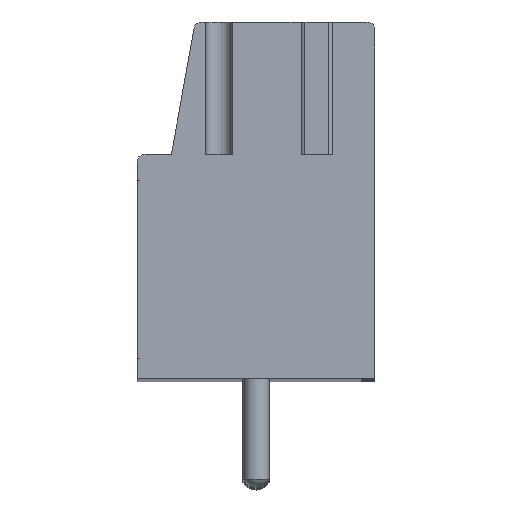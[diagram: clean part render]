
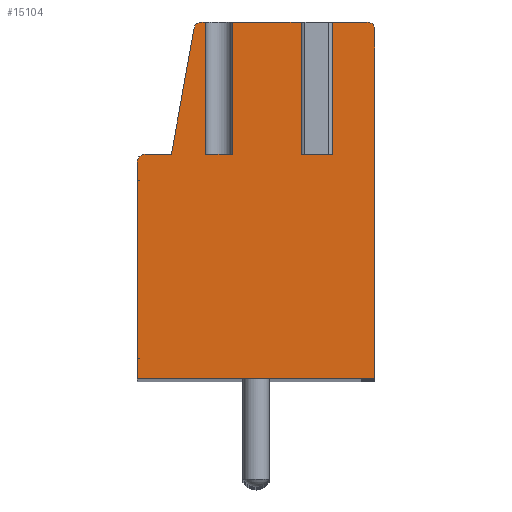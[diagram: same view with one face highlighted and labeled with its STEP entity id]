
A CAD part, top view. The second image highlights one B-rep face of the part: STEP entity #15104.
In plain terms, the highlighted planar face has unit normal (0, 0, 1).
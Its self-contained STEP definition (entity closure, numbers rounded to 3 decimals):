
#52=DIRECTION('',(1.,0.,0.));
#53=VECTOR('',#52,1.);
#54=CARTESIAN_POINT('',(-1.9,3.36,62.5));
#55=LINE('',#54,#53);
#56=DIRECTION('',(0.,1.,0.));
#57=VECTOR('',#56,5.);
#58=CARTESIAN_POINT('',(-0.9,3.36,62.5));
#59=LINE('',#58,#57);
#60=DIRECTION('',(-1.,0.,0.));
#61=VECTOR('',#60,2.8);
#62=CARTESIAN_POINT('',(1.9,8.36,62.5));
#63=LINE('',#62,#61);
#64=DIRECTION('',(0.,1.,0.));
#65=VECTOR('',#64,5.);
#66=CARTESIAN_POINT('',(1.9,3.36,62.5));
#67=LINE('',#66,#65);
#68=DIRECTION('',(1.,0.,0.));
#69=VECTOR('',#68,0.8);
#70=CARTESIAN_POINT('',(1.9,3.36,62.5));
#71=LINE('',#70,#69);
#72=DIRECTION('',(0.,1.,0.));
#73=VECTOR('',#72,5.);
#74=CARTESIAN_POINT('',(2.7,3.36,62.5));
#75=LINE('',#74,#73);
#76=DIRECTION('',(-1.,0.,0.));
#77=VECTOR('',#76,1.5);
#78=CARTESIAN_POINT('',(4.2,8.36,62.5));
#79=LINE('',#78,#77);
#80=CARTESIAN_POINT('',(4.2,8.06,62.5));
#81=DIRECTION('',(0.,0.,1.));
#82=DIRECTION('',(1.,0.,0.));
#83=AXIS2_PLACEMENT_3D('',#80,#81,#82);
#85=DIRECTION('',(0.,1.,0.));
#86=VECTOR('',#85,13.2);
#87=CARTESIAN_POINT('',(4.5,-5.14,62.5));
#88=LINE('',#87,#86);
#89=DIRECTION('',(1.,0.,0.));
#90=VECTOR('',#89,9.);
#91=CARTESIAN_POINT('',(-4.5,-5.14,62.5));
#92=LINE('',#91,#90);
#93=DIRECTION('',(0.,-1.,0.));
#94=VECTOR('',#93,8.2);
#95=CARTESIAN_POINT('',(-4.5,3.06,62.5));
#96=LINE('',#95,#94);
#97=CARTESIAN_POINT('',(-4.2,3.06,62.5));
#98=DIRECTION('',(0.,0.,1.));
#99=DIRECTION('',(0.,1.,0.));
#100=AXIS2_PLACEMENT_3D('',#97,#98,#99);
#102=DIRECTION('',(-1.,0.,0.));
#103=VECTOR('',#102,1.);
#104=CARTESIAN_POINT('',(-3.2,3.36,62.5));
#105=LINE('',#104,#103);
#106=DIRECTION('',(-0.177,-0.984,0.));
#107=VECTOR('',#106,4.829);
#108=CARTESIAN_POINT('',(-2.345,8.113,62.5));
#109=LINE('',#108,#107);
#110=CARTESIAN_POINT('',(-2.05,8.06,62.5));
#111=DIRECTION('',(0.,0.,1.));
#112=DIRECTION('',(0.,1.,0.));
#113=AXIS2_PLACEMENT_3D('',#110,#111,#112);
#115=DIRECTION('',(-1.,0.,0.));
#116=VECTOR('',#115,0.15);
#117=CARTESIAN_POINT('',(-1.9,8.36,62.5));
#118=LINE('',#117,#116);
#119=DIRECTION('',(0.,1.,0.));
#120=VECTOR('',#119,5.);
#121=CARTESIAN_POINT('',(-1.9,3.36,62.5));
#122=LINE('',#121,#120);
#11708=CARTESIAN_POINT('',(4.5,-5.14,62.5));
#11709=CARTESIAN_POINT('',(4.5,8.06,62.5));
#11710=VERTEX_POINT('',#11708);
#11711=VERTEX_POINT('',#11709);
#11712=CARTESIAN_POINT('',(4.2,8.36,62.5));
#11713=VERTEX_POINT('',#11712);
#11714=CARTESIAN_POINT('',(-2.05,8.36,62.5));
#11715=CARTESIAN_POINT('',(-2.345,8.113,62.5));
#11716=VERTEX_POINT('',#11714);
#11717=VERTEX_POINT('',#11715);
#11718=CARTESIAN_POINT('',(-3.2,3.36,62.5));
#11719=VERTEX_POINT('',#11718);
#11720=CARTESIAN_POINT('',(-4.2,3.36,62.5));
#11721=VERTEX_POINT('',#11720);
#11722=CARTESIAN_POINT('',(-4.5,3.06,62.5));
#11723=VERTEX_POINT('',#11722);
#11724=CARTESIAN_POINT('',(-4.5,-5.14,62.5));
#11725=VERTEX_POINT('',#11724);
#12023=CARTESIAN_POINT('',(1.9,3.36,62.5));
#12024=CARTESIAN_POINT('',(2.7,3.36,62.5));
#12025=VERTEX_POINT('',#12023);
#12026=VERTEX_POINT('',#12024);
#12027=CARTESIAN_POINT('',(2.7,8.36,62.5));
#12028=VERTEX_POINT('',#12027);
#12029=CARTESIAN_POINT('',(1.9,8.36,62.5));
#12030=VERTEX_POINT('',#12029);
#12051=CARTESIAN_POINT('',(-1.9,3.36,62.5));
#12052=CARTESIAN_POINT('',(-0.9,3.36,62.5));
#12053=VERTEX_POINT('',#12051);
#12054=VERTEX_POINT('',#12052);
#12055=CARTESIAN_POINT('',(-0.9,8.36,62.5));
#12056=VERTEX_POINT('',#12055);
#12057=CARTESIAN_POINT('',(-1.9,8.36,62.5));
#12058=VERTEX_POINT('',#12057);
#15063=CARTESIAN_POINT('',(0.,0.,62.5));
#15064=DIRECTION('',(0.,0.,1.));
#15065=DIRECTION('',(1.,0.,0.));
#15066=AXIS2_PLACEMENT_3D('',#15063,#15064,#15065);
#15067=PLANE('',#15066);
#15069=ORIENTED_EDGE('',*,*,#15068,.T.);
#15071=ORIENTED_EDGE('',*,*,#15070,.T.);
#15073=ORIENTED_EDGE('',*,*,#15072,.F.);
#15075=ORIENTED_EDGE('',*,*,#15074,.F.);
#15077=ORIENTED_EDGE('',*,*,#15076,.T.);
#15079=ORIENTED_EDGE('',*,*,#15078,.T.);
#15081=ORIENTED_EDGE('',*,*,#15080,.F.);
#15083=ORIENTED_EDGE('',*,*,#15082,.F.);
#15085=ORIENTED_EDGE('',*,*,#15084,.F.);
#15087=ORIENTED_EDGE('',*,*,#15086,.F.);
#15089=ORIENTED_EDGE('',*,*,#15088,.F.);
#15091=ORIENTED_EDGE('',*,*,#15090,.F.);
#15093=ORIENTED_EDGE('',*,*,#15092,.F.);
#15095=ORIENTED_EDGE('',*,*,#15094,.F.);
#15097=ORIENTED_EDGE('',*,*,#15096,.F.);
#15099=ORIENTED_EDGE('',*,*,#15098,.F.);
#15101=ORIENTED_EDGE('',*,*,#15100,.F.);
#15102=EDGE_LOOP('',(#15069,#15071,#15073,#15075,#15077,#15079,#15081,#15083,
#15085,#15087,#15089,#15091,#15093,#15095,#15097,#15099,#15101));
#15103=FACE_OUTER_BOUND('',#15102,.F.);
#84=CIRCLE('',#83,0.3);
#101=CIRCLE('',#100,0.3);
#114=CIRCLE('',#113,0.3);
#15068=EDGE_CURVE('',#12053,#12054,#55,.T.);
#15070=EDGE_CURVE('',#12054,#12056,#59,.T.);
#15072=EDGE_CURVE('',#12030,#12056,#63,.T.);
#15074=EDGE_CURVE('',#12025,#12030,#67,.T.);
#15076=EDGE_CURVE('',#12025,#12026,#71,.T.);
#15078=EDGE_CURVE('',#12026,#12028,#75,.T.);
#15080=EDGE_CURVE('',#11713,#12028,#79,.T.);
#15082=EDGE_CURVE('',#11711,#11713,#84,.T.);
#15084=EDGE_CURVE('',#11710,#11711,#88,.T.);
#15086=EDGE_CURVE('',#11725,#11710,#92,.T.);
#15088=EDGE_CURVE('',#11723,#11725,#96,.T.);
#15090=EDGE_CURVE('',#11721,#11723,#101,.T.);
#15092=EDGE_CURVE('',#11719,#11721,#105,.T.);
#15094=EDGE_CURVE('',#11717,#11719,#109,.T.);
#15096=EDGE_CURVE('',#11716,#11717,#114,.T.);
#15098=EDGE_CURVE('',#12058,#11716,#118,.T.);
#15100=EDGE_CURVE('',#12053,#12058,#122,.T.);
#15104=ADVANCED_FACE('',(#15103),#15067,.T.);
